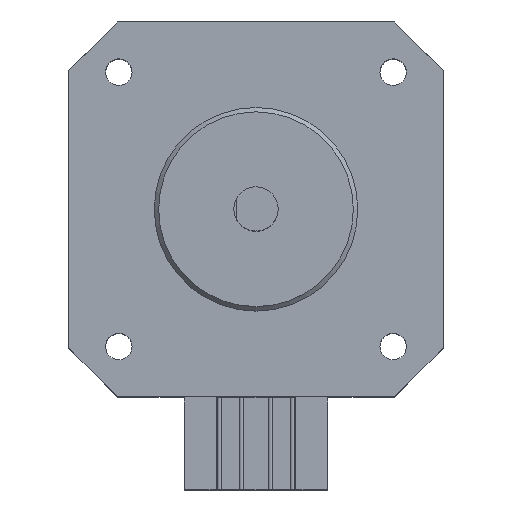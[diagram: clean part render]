
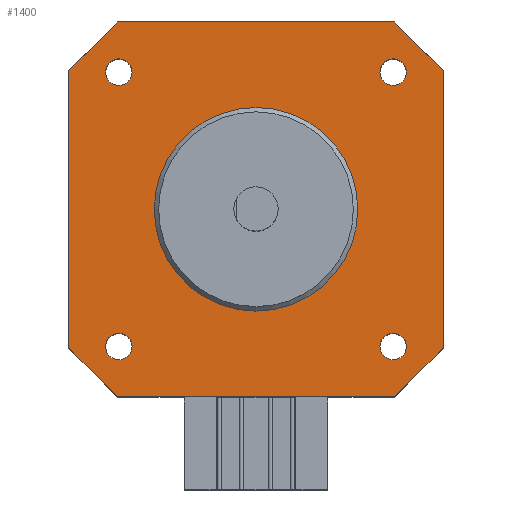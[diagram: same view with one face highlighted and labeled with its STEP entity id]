
A CAD part, top view. The second image highlights one B-rep face of the part: STEP entity #1400.
In plain terms, the highlighted planar face has unit normal (0, 0, 1).
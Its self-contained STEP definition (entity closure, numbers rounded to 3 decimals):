
#49=FACE_BOUND('',#193,.T.);
#50=FACE_BOUND('',#194,.T.);
#51=FACE_BOUND('',#195,.T.);
#52=FACE_BOUND('',#196,.T.);
#53=FACE_BOUND('',#197,.T.);
#65=CIRCLE('',#1496,1.5);
#66=CIRCLE('',#1497,1.5);
#67=CIRCLE('',#1498,1.5);
#68=CIRCLE('',#1499,1.5);
#69=CIRCLE('',#1500,11.5);
#111=FACE_OUTER_BOUND('',#192,.T.);
#192=EDGE_LOOP('',(#972,#973,#974,#975,#976,#977,#978,#979));
#193=EDGE_LOOP('',(#980));
#194=EDGE_LOOP('',(#981));
#195=EDGE_LOOP('',(#982));
#196=EDGE_LOOP('',(#983));
#197=EDGE_LOOP('',(#984));
#284=LINE('',#2019,#445);
#289=LINE('',#2028,#450);
#299=LINE('',#2050,#460);
#309=LINE('',#2069,#470);
#311=LINE('',#2073,#472);
#312=LINE('',#2075,#473);
#313=LINE('',#2076,#474);
#314=LINE('',#2077,#475);
#445=VECTOR('',#1614,10.);
#450=VECTOR('',#1621,10.);
#460=VECTOR('',#1637,10.);
#470=VECTOR('',#1651,10.);
#472=VECTOR('',#1655,10.);
#473=VECTOR('',#1656,10.);
#474=VECTOR('',#1657,10.);
#475=VECTOR('',#1658,10.);
#606=VERTEX_POINT('',#2016);
#607=VERTEX_POINT('',#2018);
#610=VERTEX_POINT('',#2026);
#618=VERTEX_POINT('',#2048);
#619=VERTEX_POINT('',#2049);
#626=VERTEX_POINT('',#2068);
#627=VERTEX_POINT('',#2072);
#628=VERTEX_POINT('',#2074);
#629=VERTEX_POINT('',#2078);
#630=VERTEX_POINT('',#2080);
#631=VERTEX_POINT('',#2082);
#632=VERTEX_POINT('',#2084);
#633=VERTEX_POINT('',#2086);
#735=EDGE_CURVE('',#606,#607,#284,.T.);
#740=EDGE_CURVE('',#610,#606,#289,.T.);
#750=EDGE_CURVE('',#618,#619,#299,.T.);
#760=EDGE_CURVE('',#619,#626,#309,.T.);
#762=EDGE_CURVE('',#627,#610,#311,.T.);
#763=EDGE_CURVE('',#628,#627,#312,.T.);
#764=EDGE_CURVE('',#626,#628,#313,.T.);
#765=EDGE_CURVE('',#607,#618,#314,.T.);
#766=EDGE_CURVE('',#629,#629,#65,.T.);
#767=EDGE_CURVE('',#630,#630,#66,.T.);
#768=EDGE_CURVE('',#631,#631,#67,.T.);
#769=EDGE_CURVE('',#632,#632,#68,.T.);
#770=EDGE_CURVE('',#633,#633,#69,.T.);
#972=ORIENTED_EDGE('',*,*,#735,.F.);
#973=ORIENTED_EDGE('',*,*,#740,.F.);
#974=ORIENTED_EDGE('',*,*,#762,.F.);
#975=ORIENTED_EDGE('',*,*,#763,.F.);
#976=ORIENTED_EDGE('',*,*,#764,.F.);
#977=ORIENTED_EDGE('',*,*,#760,.F.);
#978=ORIENTED_EDGE('',*,*,#750,.F.);
#979=ORIENTED_EDGE('',*,*,#765,.F.);
#980=ORIENTED_EDGE('',*,*,#766,.T.);
#981=ORIENTED_EDGE('',*,*,#767,.T.);
#982=ORIENTED_EDGE('',*,*,#768,.T.);
#983=ORIENTED_EDGE('',*,*,#769,.T.);
#984=ORIENTED_EDGE('',*,*,#770,.F.);
#1340=PLANE('',#1495);
#1400=ADVANCED_FACE('',(#111,#49,#50,#51,#52,#53),#1340,.T.);
#1495=AXIS2_PLACEMENT_3D('',#2071,#1653,#1654);
#1496=AXIS2_PLACEMENT_3D('',#2079,#1659,#1660);
#1497=AXIS2_PLACEMENT_3D('',#2081,#1661,#1662);
#1498=AXIS2_PLACEMENT_3D('',#2083,#1663,#1664);
#1499=AXIS2_PLACEMENT_3D('',#2085,#1665,#1666);
#1500=AXIS2_PLACEMENT_3D('',#2087,#1667,#1668);
#1614=DIRECTION('',(0.707,-0.707,0.));
#1621=DIRECTION('',(1.,0.,0.));
#1637=DIRECTION('',(-0.707,-0.707,0.));
#1651=DIRECTION('',(-1.,0.,0.));
#1653=DIRECTION('center_axis',(0.,0.,1.));
#1654=DIRECTION('ref_axis',(1.,0.,0.));
#1655=DIRECTION('',(0.707,0.707,0.));
#1656=DIRECTION('',(0.,1.,0.));
#1657=DIRECTION('',(-0.707,0.707,0.));
#1658=DIRECTION('',(0.,-1.,0.));
#1659=DIRECTION('center_axis',(0.,0.,-1.));
#1660=DIRECTION('ref_axis',(-1.,0.,0.));
#1661=DIRECTION('center_axis',(0.,0.,-1.));
#1662=DIRECTION('ref_axis',(-1.,0.,0.));
#1663=DIRECTION('center_axis',(0.,0.,-1.));
#1664=DIRECTION('ref_axis',(-1.,0.,0.));
#1665=DIRECTION('center_axis',(0.,0.,-1.));
#1666=DIRECTION('ref_axis',(-1.,0.,0.));
#1667=DIRECTION('center_axis',(0.,0.,1.));
#1668=DIRECTION('ref_axis',(-1.,0.,0.));
#2016=CARTESIAN_POINT('',(15.65,21.16,38.));
#2018=CARTESIAN_POINT('',(21.15,15.66,38.));
#2019=CARTESIAN_POINT('',(18.403,18.408,38.));
#2026=CARTESIAN_POINT('',(-15.65,21.16,38.));
#2028=CARTESIAN_POINT('',(-21.15,21.16,38.));
#2048=CARTESIAN_POINT('',(21.15,-15.66,38.));
#2049=CARTESIAN_POINT('',(15.65,-21.16,38.));
#2050=CARTESIAN_POINT('',(18.403,-18.408,38.));
#2068=CARTESIAN_POINT('',(-15.65,-21.16,38.));
#2069=CARTESIAN_POINT('',(21.15,-21.16,38.));
#2071=CARTESIAN_POINT('Origin',(0.,0.,38.));
#2072=CARTESIAN_POINT('',(-21.15,15.66,38.));
#2073=CARTESIAN_POINT('',(-18.403,18.408,38.));
#2074=CARTESIAN_POINT('',(-21.15,-15.66,38.));
#2075=CARTESIAN_POINT('',(-21.15,21.15,38.));
#2076=CARTESIAN_POINT('',(-18.403,-18.408,38.));
#2077=CARTESIAN_POINT('',(21.15,-21.15,38.));
#2078=CARTESIAN_POINT('',(17.,-15.5,38.));
#2079=CARTESIAN_POINT('Origin',(15.5,-15.5,38.));
#2080=CARTESIAN_POINT('',(17.,15.5,38.));
#2081=CARTESIAN_POINT('Origin',(15.5,15.5,38.));
#2082=CARTESIAN_POINT('',(-14.,-15.5,38.));
#2083=CARTESIAN_POINT('Origin',(-15.5,-15.5,38.));
#2084=CARTESIAN_POINT('',(-14.,15.5,38.));
#2085=CARTESIAN_POINT('Origin',(-15.5,15.5,38.));
#2086=CARTESIAN_POINT('',(11.5,0.,38.));
#2087=CARTESIAN_POINT('Origin',(0.,0.,38.));
